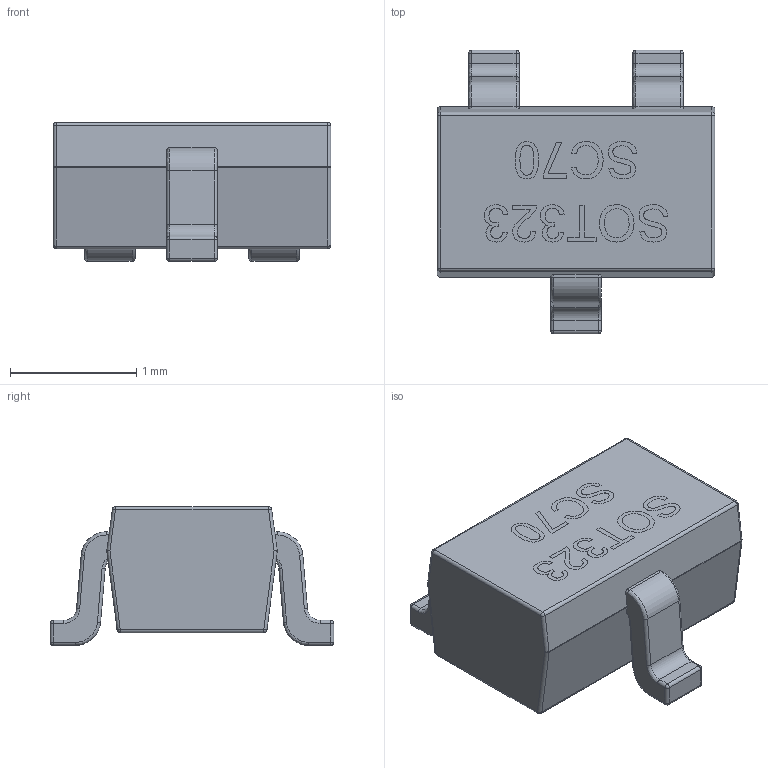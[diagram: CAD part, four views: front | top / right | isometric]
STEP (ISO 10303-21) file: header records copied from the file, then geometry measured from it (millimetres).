
FILE_DESCRIPTION(('FreeCAD Model'),'2;1');
FILE_NAME( 'SOT_323.step', '2016-08-12T16:37:46',('Author'),(''), 'Open CASCADE STEP processor 6.8','FreeCAD','Unknown');
FILE_SCHEMA(('AUTOMOTIVE_DESIGN_CC2 { 1 2 10303 214 -1 1 5 4 }'));
Length unit declared in the file: millimetre
Products named in the file (2): ASSEMBLY; SOT_323
Assembly tree (1 placements, depth 2):
  ASSEMBLY
    SOT_323
Bounding box: 2.2 x 2.25 x 1.1 mm (x, y, z)
Volume: 3.1 mm3; surface area: 15.6 mm2
Topology: 1 solids, 1 shells, 172 faces, 562 edges, 386 vertices
Faces by surface type: cylinder 78, bspline 50, plane 44
Entity records: 26808 total; most frequent: CARTESIAN_POINT 16820, ORIENTED_EDGE 1088, PCURVE 1088, DEFINITIONAL_REPRESENTATION 1088, DIRECTION 1018, B_SPLINE_CURVE_WITH_KNOTS 990, EDGE_CURVE 544, SURFACE_CURVE 544
